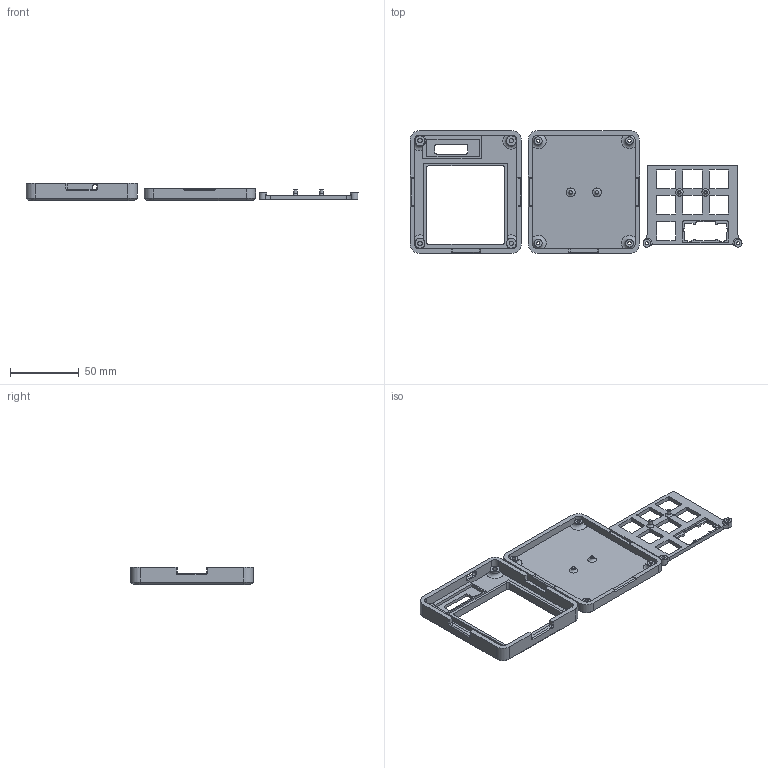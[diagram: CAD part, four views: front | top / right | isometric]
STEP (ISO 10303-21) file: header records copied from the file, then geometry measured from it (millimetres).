
FILE_DESCRIPTION(/* description */ (''),/* implementation_level */ '2;1');
FILE_NAME(/* name */ 'moonpad case.step',/* time_stamp */ '2025-07-13T10:51:31+02:00',/* author */ (''),/* organization */ (''),/* preprocessor_version */ 'ST-DEVELOPER v20.1',/* originating_system */ 'Autodesk Translation Framework v14.10.0.0',/* authorisation */ '');
FILE_SCHEMA (('AUTOMOTIVE_DESIGN { 1 0 10303 214 3 1 1 }'));
Length unit declared in the file: millimetre
Products named in the file (1): moonpad case
Bounding box: 241.55 x 89.2 x 12.51 mm (x, y, z)
Volume: 56929 mm3; surface area: 41520.4 mm2
Topology: 3 solids, 3 shells, 393 faces, 1029 edges, 656 vertices
Faces by surface type: plane 205, cylinder 120, cone 34, bspline 20, torus 14
Full cylindrical faces by diameter (mm): 2.4 x10, 3.2 x4, 4.3 x4, 5.6 x6, 7.2 x4
Entity records: 13464 total; most frequent: CARTESIAN_POINT 3660, ORIENTED_EDGE 2058, DIRECTION 1966, EDGE_CURVE 1029, AXIS2_PLACEMENT_3D 674, VERTEX_POINT 656, LINE 618, VECTOR 618
